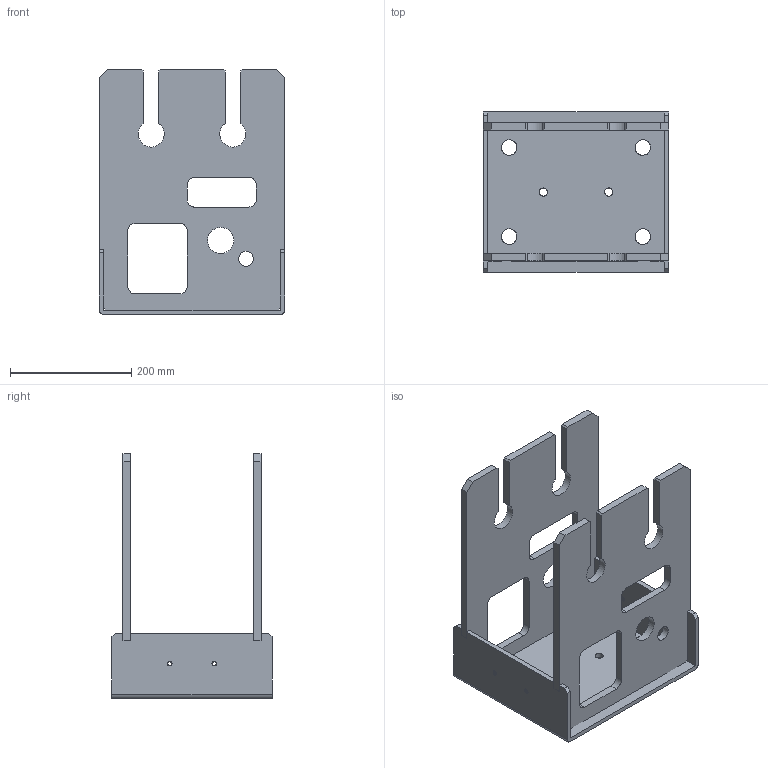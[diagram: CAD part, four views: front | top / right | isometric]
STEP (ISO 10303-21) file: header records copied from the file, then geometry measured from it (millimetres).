
FILE_DESCRIPTION(('FreeCAD Model'),'2;1');
FILE_NAME('Open CASCADE Shape Model','2025-05-04T15:11:45',('FreeCAD'),( 'FreeCAD'),'Open CASCADE STEP processor 7.6','FreeCAD','Unknown');
FILE_SCHEMA(('AUTOMOTIVE_DESIGN { 1 0 10303 214 1 1 1 1 }'));
Length unit declared in the file: millimetre
Products named in the file (1): Open CASCADE STEP translator 7.6 1
Bounding box: 305.82 x 264.23 x 403.69 mm (x, y, z)
Volume: 3248640.3 mm3; surface area: 721722.9 mm2
Topology: 3 solids, 3 shells, 174 faces, 510 edges, 342 vertices
Faces by surface type: bspline 174
Entity records: 9802 total; most frequent: CARTESIAN_POINT 6757, ORIENTED_EDGE 1020, EDGE_CURVE 510, B_SPLINE_CURVE_WITH_KNOTS 416, VERTEX_POINT 342, FACE_BOUND 218, EDGE_LOOP 218, ADVANCED_FACE 174
